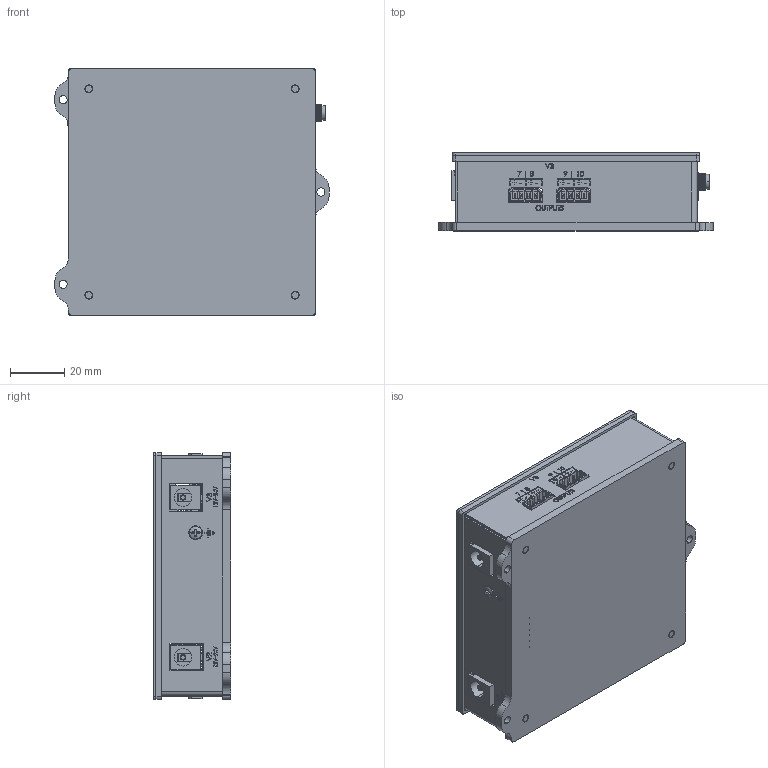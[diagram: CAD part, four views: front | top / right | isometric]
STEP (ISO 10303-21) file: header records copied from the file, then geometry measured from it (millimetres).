
FILE_DESCRIPTION (( 'STEP AP203' ), '1' );
FILE_NAME ('CtrlBot_HW01.STEP', '2023-06-28T09:24:17', ( '' ), ( '' ), 'SwSTEP 2.0', 'SolidWorks 2020', '' );
FILE_SCHEMA (( 'CONFIG_CONTROL_DESIGN' ));
Length unit declared in the file: millimetre
Products named in the file (10): 120000400018001_Lateral2-CustomUserBot_Predeterminado; 100022001; 120000400019002_Deco-CtrlBot_Predeterminado; 120000500001002_Acrilico_Tampa_Predeterminado; Separador 6mm_Predeterminado; CtrlBot_HW01; M3_Screw_CounterSunk_10; 120000500002003_Acrilico_base_Predeterminado; Separador 15mm_Predeterminado; 120000400017001_Lateral1-CustomUserBot_Predeterminado
Assembly tree (18 placements, depth 2):
  CtrlBot_HW01
    120000400017001_Lateral1-CustomUserBot_Predeterminado
    120000400018001_Lateral2-CustomUserBot_Predeterminado
    120000500002003_Acrilico_base_Predeterminado
    Separador 6mm_Predeterminado  x4
    Separador 15mm_Predeterminado  x4
    120000500001002_Acrilico_Tampa_Predeterminado
    120000400019002_Deco-CtrlBot_Predeterminado
    M3_Screw_CounterSunk_10  x4
    100022001
Bounding box: 101 x 28.59 x 91 mm (x, y, z)
Volume: 57039.1 mm3; surface area: 98493.2 mm2
Topology: 17 solids, 505 shells, 4949 faces, 16512 edges, 12086 vertices
Faces by surface type: plane 3752, cylinder 650, bspline 444, cone 91, torus 12
Entity records: 218860 total; most frequent: CARTESIAN_POINT 83765, ORIENTED_EDGE 26474, DIRECTION 24305, EDGE_CURVE 16134, VECTOR 12379, LINE 12379, VERTEX_POINT 11861, AXIS2_PLACEMENT_3D 5963
